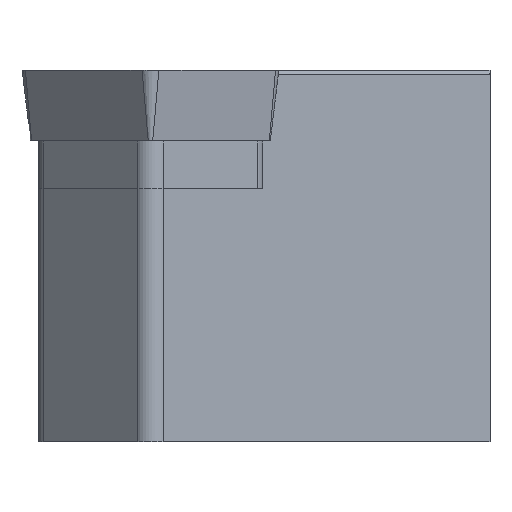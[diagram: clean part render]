
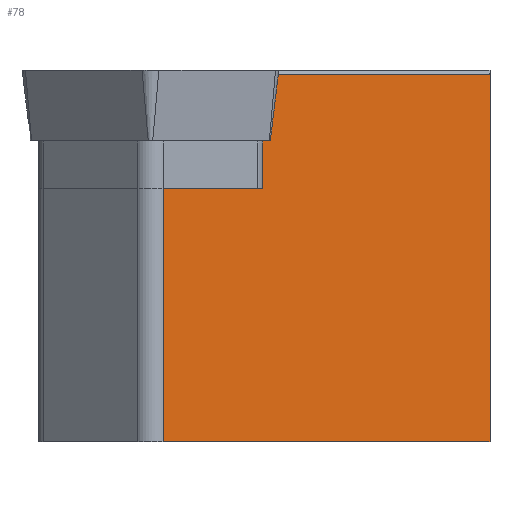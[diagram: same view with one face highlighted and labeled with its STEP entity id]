
A CAD part, left-side view. The second image highlights one B-rep face of the part: STEP entity #78.
In plain terms, the highlighted planar face has unit normal (-0.707, -0.707, 0).
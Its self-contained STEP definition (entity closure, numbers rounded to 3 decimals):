
#78=ADVANCED_FACE('',(#135),#109,.F.);
#109=PLANE('',#655);
#135=FACE_OUTER_BOUND('',#168,.T.);
#168=EDGE_LOOP('',(#224,#225,#226,#227,#228,#229,#230,#231));
#224=ORIENTED_EDGE('',*,*,#449,.F.);
#225=ORIENTED_EDGE('',*,*,#431,.T.);
#226=ORIENTED_EDGE('',*,*,#450,.F.);
#227=ORIENTED_EDGE('',*,*,#451,.F.);
#228=ORIENTED_EDGE('',*,*,#434,.F.);
#229=ORIENTED_EDGE('',*,*,#452,.F.);
#230=ORIENTED_EDGE('',*,*,#453,.F.);
#231=ORIENTED_EDGE('',*,*,#454,.T.);
#372=VERTEX_POINT('',#882);
#373=VERTEX_POINT('',#884);
#376=VERTEX_POINT('',#891);
#377=VERTEX_POINT('',#893);
#388=VERTEX_POINT('',#922);
#389=VERTEX_POINT('',#924);
#390=VERTEX_POINT('',#927);
#391=VERTEX_POINT('',#929);
#431=EDGE_CURVE('',#372,#373,#515,.T.);
#434=EDGE_CURVE('',#376,#377,#518,.T.);
#449=EDGE_CURVE('',#372,#388,#529,.T.);
#450=EDGE_CURVE('',#389,#373,#530,.T.);
#451=EDGE_CURVE('',#377,#389,#531,.T.);
#452=EDGE_CURVE('',#390,#376,#532,.T.);
#453=EDGE_CURVE('',#391,#390,#533,.T.);
#454=EDGE_CURVE('',#391,#388,#534,.T.);
#515=LINE('',#885,#581);
#518=LINE('',#892,#584);
#529=LINE('',#921,#595);
#530=LINE('',#923,#596);
#531=LINE('',#925,#597);
#532=LINE('',#926,#598);
#533=LINE('',#928,#599);
#534=LINE('',#930,#600);
#581=VECTOR('',#709,1.);
#584=VECTOR('',#714,1.);
#595=VECTOR('',#739,1.);
#596=VECTOR('',#740,1.);
#597=VECTOR('',#741,1.);
#598=VECTOR('',#742,1.);
#599=VECTOR('',#743,1.);
#600=VECTOR('',#744,1.);
#655=AXIS2_PLACEMENT_3D('',#931,#745,#746);
#709=DIRECTION('',(0.,0.,-1.));
#714=DIRECTION('',(0.707,-0.707,0.));
#739=DIRECTION('',(0.707,-0.707,0.));
#740=DIRECTION('',(-0.707,0.707,0.));
#741=DIRECTION('',(0.,0.,-1.));
#742=DIRECTION('',(0.086,-0.086,0.993));
#743=DIRECTION('',(0.707,-0.707,0.));
#744=DIRECTION('',(0.,0.,-1.));
#745=DIRECTION('',(0.707,0.707,0.));
#746=DIRECTION('',(0.707,-0.707,0.));
#882=CARTESIAN_POINT('',(2.121,22.001,-7.94));
#884=CARTESIAN_POINT('',(2.121,22.001,-25.));
#885=CARTESIAN_POINT('',(2.121,22.001,-30.));
#891=CARTESIAN_POINT('',(9.425,14.697,-0.3));
#892=CARTESIAN_POINT('',(2.121,22.001,-0.3));
#893=CARTESIAN_POINT('',(24.122,0.,-0.3));
#921=CARTESIAN_POINT('',(2.121,22.001,-7.94));
#922=CARTESIAN_POINT('',(8.812,15.31,-7.94));
#923=CARTESIAN_POINT('',(2.121,22.001,-25.));
#924=CARTESIAN_POINT('',(24.122,0.,-25.));
#925=CARTESIAN_POINT('',(24.122,0.,-30.));
#926=CARTESIAN_POINT('',(6.776,17.345,-30.808));
#927=CARTESIAN_POINT('',(9.038,15.084,-4.76));
#928=CARTESIAN_POINT('',(2.121,22.001,-4.76));
#929=CARTESIAN_POINT('',(8.812,15.31,-4.76));
#930=CARTESIAN_POINT('',(8.812,15.31,-4.76));
#931=CARTESIAN_POINT('',(2.121,22.001,-30.));
